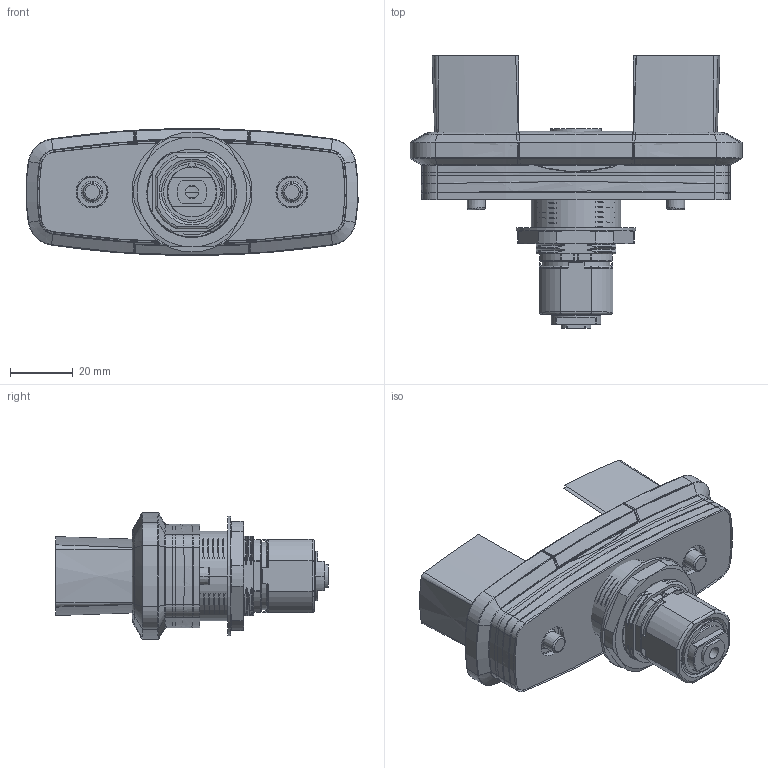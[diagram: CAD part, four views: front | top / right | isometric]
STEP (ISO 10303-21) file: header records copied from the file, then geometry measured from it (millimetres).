
FILE_DESCRIPTION((''),'2;1');
FILE_NAME('02475_ASM','2020-02-26T08:48:46',('Jim'),(''),'CREO PARAMETRIC BY PTC INC, 2018260','CREO PARAMETRIC BY PTC INC, 2018260','');
FILE_SCHEMA(('CONFIG_CONTROL_DESIGN'));
Products named in the file (20): 02473; 02474; 02472; 00636; 00690; 00591; 01464; 00691; 00660; 00025; 00692; 01757; 01855_INSTALLED; 00018; 00695; 00593; 01579; 02471; 00216; 02475_ASM
Assembly tree (21 placements, depth 2):
  02475_ASM
    02473
    02474
    02472
    00636
    00690
    00591
    01464
    00691
    00660
    00025
    00692  x2
    01757
    01855_INSTALLED
    00018
    00695
    00593
    01579
    02471
    00216  x2
Bounding box: 105.44 x 86.55 x 40.35 mm (x, y, z)
Volume: 62220.2 mm3; surface area: 77601 mm2
Topology: 21 solids, 34 shells, 2089 faces, 5276 edges, 3267 vertices
Faces by surface type: cylinder 582, plane 545, bspline 528, torus 208, cone 130, sphere 92, extrusion 4
Entity records: 122417 total; most frequent: CARTESIAN_POINT 76263, ORIENTED_EDGE 10357, DIRECTION 8341, EDGE_CURVE 5234, VERTEX_POINT 3245, AXIS2_PLACEMENT_3D 3181, EDGE_LOOP 2133, FACE_OUTER_BOUND 2068
